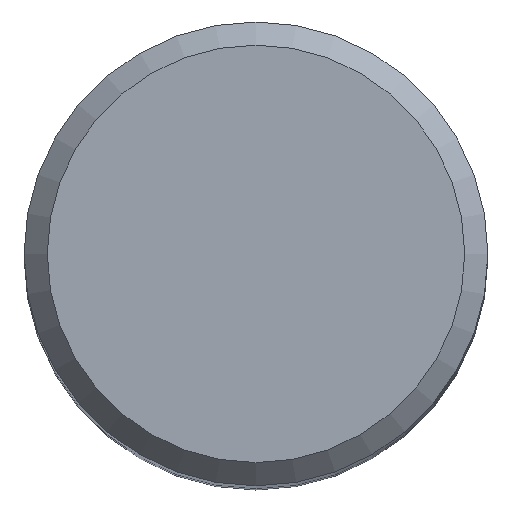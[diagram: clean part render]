
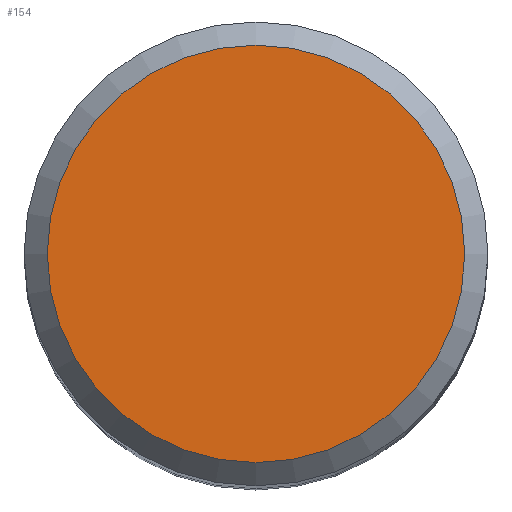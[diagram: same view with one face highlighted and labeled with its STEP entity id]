
A CAD part, top view. The second image highlights one B-rep face of the part: STEP entity #154.
In plain terms, the highlighted planar face has unit normal (0, 0, 1).
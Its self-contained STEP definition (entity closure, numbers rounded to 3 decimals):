
#3 = DIRECTION ( 'NONE',  ( 0., 0., -1. ) ) ;
#6 = CARTESIAN_POINT ( 'NONE',  ( 0., 9., 104. ) ) ;
#13 = AXIS2_PLACEMENT_3D ( 'NONE', #149, #3, #66 ) ;
#36 = DIRECTION ( 'NONE',  ( 0., 0., -1. ) ) ;
#42 = FACE_OUTER_BOUND ( 'NONE', #69, .T. ) ;
#52 = PLANE ( 'NONE',  #162 ) ;
#66 = DIRECTION ( 'NONE',  ( 0., 1., 0. ) ) ;
#69 = EDGE_LOOP ( 'NONE', ( #168 ) ) ;
#117 = EDGE_CURVE ( 'NONE', #142, #142, #170, .T. ) ;
#142 = VERTEX_POINT ( 'NONE', #6 ) ;
#149 = CARTESIAN_POINT ( 'NONE',  ( 0., 0., 104. ) ) ;
#154 = ADVANCED_FACE ( 'NONE', ( #42 ), #52, .F. ) ;
#160 = CARTESIAN_POINT ( 'NONE',  ( 0., 0., 104. ) ) ;
#162 = AXIS2_PLACEMENT_3D ( 'NONE', #160, #36, #189 ) ;
#168 = ORIENTED_EDGE ( 'NONE', *, *, #117, .F. ) ;
#170 = CIRCLE ( 'NONE', #13, 9. ) ;
#189 = DIRECTION ( 'NONE',  ( 0., 1., 0. ) ) ;
